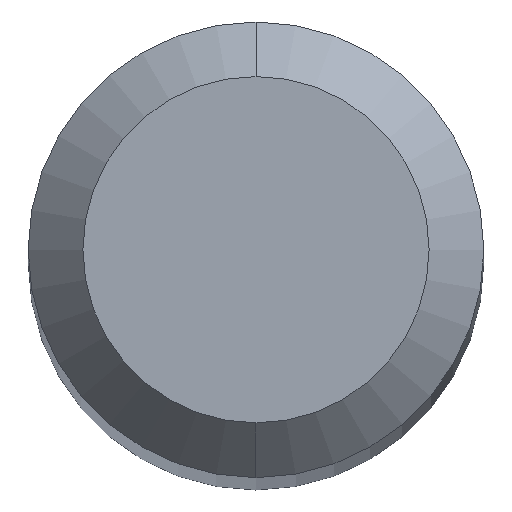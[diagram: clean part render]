
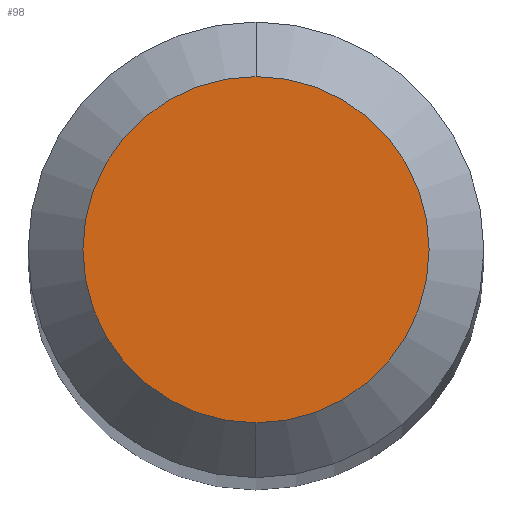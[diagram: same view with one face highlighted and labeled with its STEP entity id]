
A CAD part, top view. The second image highlights one B-rep face of the part: STEP entity #98.
In plain terms, the highlighted planar face has unit normal (0, 0, 1).
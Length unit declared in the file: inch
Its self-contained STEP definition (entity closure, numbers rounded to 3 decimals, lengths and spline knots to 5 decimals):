
#24 = VERTEX_POINT ( 'NONE', #110 ) ;
#47 = CARTESIAN_POINT ( 'NONE',  ( 0., 0.0475, 0. ) ) ;
#54 = CIRCLE ( 'NONE', #213, 0.0475 ) ;
#75 = DIRECTION ( 'NONE',  ( 0., 0., 1. ) ) ;
#78 = CARTESIAN_POINT ( 'NONE',  ( 0., 0.0475, 0. ) ) ;
#98 = ADVANCED_FACE ( 'NONE', ( #408 ), #219, .F. ) ;
#110 = CARTESIAN_POINT ( 'NONE',  ( 0., -0.0475, 0. ) ) ;
#129 = DIRECTION ( 'NONE',  ( 0., 1., 0. ) ) ;
#187 = ORIENTED_EDGE ( 'NONE', *, *, #540, .T. ) ;
#213 = AXIS2_PLACEMENT_3D ( 'NONE', #551, #75, #254 ) ;
#219 = PLANE ( 'NONE',  #311 ) ;
#226 = DIRECTION ( 'NONE',  ( 0., 0., -1. ) ) ;
#231 = ORIENTED_EDGE ( 'NONE', *, *, #343, .T. ) ;
#254 = DIRECTION ( 'NONE',  ( 0., -1., 0. ) ) ;
#274 = CARTESIAN_POINT ( 'NONE',  ( 0., 0., 0. ) ) ;
#284 = DIRECTION ( 'NONE',  ( 0., -1., 0. ) ) ;
#311 = AXIS2_PLACEMENT_3D ( 'NONE', #47, #226, #129 ) ;
#343 = EDGE_CURVE ( 'NONE', #459, #24, #396, .T. ) ;
#383 = EDGE_LOOP ( 'NONE', ( #231, #187 ) ) ;
#396 = CIRCLE ( 'NONE', #553, 0.0475 ) ;
#408 = FACE_OUTER_BOUND ( 'NONE', #383, .T. ) ;
#418 = DIRECTION ( 'NONE',  ( 0., 0., 1. ) ) ;
#459 = VERTEX_POINT ( 'NONE', #78 ) ;
#540 = EDGE_CURVE ( 'NONE', #24, #459, #54, .T. ) ;
#551 = CARTESIAN_POINT ( 'NONE',  ( 0., 0., 0. ) ) ;
#553 = AXIS2_PLACEMENT_3D ( 'NONE', #274, #418, #284 ) ;
